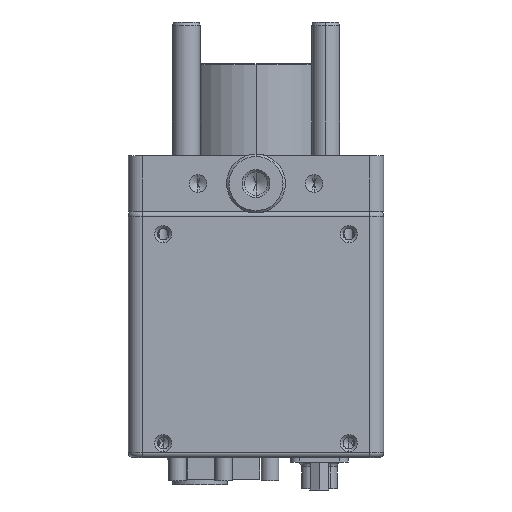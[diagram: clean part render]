
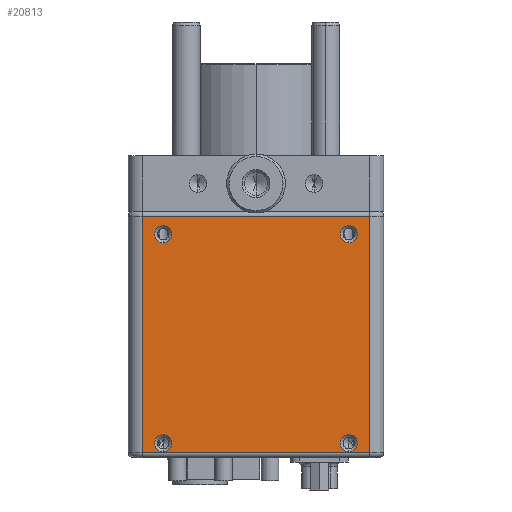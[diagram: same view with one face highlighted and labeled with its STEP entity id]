
A CAD part, left-side view. The second image highlights one B-rep face of the part: STEP entity #20813.
In plain terms, the highlighted face is planar.
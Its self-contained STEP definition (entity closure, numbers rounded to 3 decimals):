
#542 = EDGE_CURVE ( 'NONE', #24141, #22475, #24025, .T. ) ;
#1430 = AXIS2_PLACEMENT_3D ( 'NONE', #30866, #14556, #31415 ) ;
#2101 = EDGE_CURVE ( 'NONE', #4272, #4410, #22736, .T. ) ;
#2434 = ORIENTED_EDGE ( 'NONE', *, *, #32056, .F. ) ;
#2706 = EDGE_LOOP ( 'NONE', ( #23578, #11584 ) ) ;
#3069 = DIRECTION ( 'NONE',  ( 0., 0., 1. ) ) ;
#3672 = DIRECTION ( 'NONE',  ( 0., 1., 0. ) ) ;
#3890 = DIRECTION ( 'NONE',  ( 0., 0., 1. ) ) ;
#4161 = ORIENTED_EDGE ( 'NONE', *, *, #35786, .T. ) ;
#4247 = CARTESIAN_POINT ( 'NONE',  ( -20., 27.5, 3.1 ) ) ;
#4272 = VERTEX_POINT ( 'NONE', #26824 ) ;
#4410 = VERTEX_POINT ( 'NONE', #5092 ) ;
#4469 = CARTESIAN_POINT ( 'NONE',  ( 20., 27.5, 3.1 ) ) ;
#5054 = VECTOR ( 'NONE', #7091, 1000. ) ;
#5092 = CARTESIAN_POINT ( 'NONE',  ( 20., 27.5, 49.95 ) ) ;
#6265 = DIRECTION ( 'NONE',  ( 0., 1., 0. ) ) ;
#7088 = CARTESIAN_POINT ( 'NONE',  ( -20., 27.5, 48.1 ) ) ;
#7091 = DIRECTION ( 'NONE',  ( 1., 0., 0. ) ) ;
#7332 = EDGE_CURVE ( 'NONE', #21560, #15407, #25431, .T. ) ;
#7643 = EDGE_CURVE ( 'NONE', #15407, #21560, #15464, .T. ) ;
#7708 = CARTESIAN_POINT ( 'NONE',  ( -20., 27.5, 1.25 ) ) ;
#7713 = EDGE_LOOP ( 'NONE', ( #4161, #15603, #15098, #31115 ) ) ;
#7750 = EDGE_CURVE ( 'NONE', #21525, #13644, #29688, .T. ) ;
#8068 = DIRECTION ( 'NONE',  ( 0., 0., -1. ) ) ;
#8651 = VERTEX_POINT ( 'NONE', #15295 ) ;
#8822 = CARTESIAN_POINT ( 'NONE',  ( 24.5, 27.5, 52. ) ) ;
#9075 = ORIENTED_EDGE ( 'NONE', *, *, #15739, .F. ) ;
#9449 = AXIS2_PLACEMENT_3D ( 'NONE', #7088, #12111, #15124 ) ;
#9794 = DIRECTION ( 'NONE',  ( 0., 1., 0. ) ) ;
#10688 = FACE_OUTER_BOUND ( 'NONE', #7713, .T. ) ;
#10861 = FACE_BOUND ( 'NONE', #35381, .T. ) ;
#10906 = AXIS2_PLACEMENT_3D ( 'NONE', #14266, #20408, #22977 ) ;
#11584 = ORIENTED_EDGE ( 'NONE', *, *, #2101, .F. ) ;
#11965 = AXIS2_PLACEMENT_3D ( 'NONE', #4469, #13212, #27295 ) ;
#12111 = DIRECTION ( 'NONE',  ( 0., 1., 0. ) ) ;
#12715 = AXIS2_PLACEMENT_3D ( 'NONE', #34316, #6265, #3069 ) ;
#12817 = CARTESIAN_POINT ( 'NONE',  ( -20., 27.5, 48.1 ) ) ;
#13004 = CIRCLE ( 'NONE', #29003, 1.85 ) ;
#13212 = DIRECTION ( 'NONE',  ( 0., 1., 0. ) ) ;
#13644 = VERTEX_POINT ( 'NONE', #26249 ) ;
#13934 = CARTESIAN_POINT ( 'NONE',  ( 20., 27.5, 1.25 ) ) ;
#14248 = AXIS2_PLACEMENT_3D ( 'NONE', #12817, #3672, #35481 ) ;
#14266 = CARTESIAN_POINT ( 'NONE',  ( 20., 27.5, 3.1 ) ) ;
#14556 = DIRECTION ( 'NONE',  ( 0., 1., 0. ) ) ;
#15028 = DIRECTION ( 'NONE',  ( 0., 0., 1. ) ) ;
#15098 = ORIENTED_EDGE ( 'NONE', *, *, #7750, .T. ) ;
#15124 = DIRECTION ( 'NONE',  ( 0., 0., 1. ) ) ;
#15222 = CARTESIAN_POINT ( 'NONE',  ( 20., 27.5, 48.1 ) ) ;
#15295 = CARTESIAN_POINT ( 'NONE',  ( 20., 27.5, 4.95 ) ) ;
#15407 = VERTEX_POINT ( 'NONE', #36253 ) ;
#15441 = DIRECTION ( 'NONE',  ( 0., -1., 0. ) ) ;
#15464 = CIRCLE ( 'NONE', #14248, 1.85 ) ;
#15603 = ORIENTED_EDGE ( 'NONE', *, *, #18956, .T. ) ;
#15739 = EDGE_CURVE ( 'NONE', #22475, #24141, #13004, .T. ) ;
#16306 = DIRECTION ( 'NONE',  ( 0., 0., -1. ) ) ;
#16610 = ORIENTED_EDGE ( 'NONE', *, *, #7643, .F. ) ;
#17376 = LINE ( 'NONE', #8822, #5054 ) ;
#17948 = CIRCLE ( 'NONE', #11965, 1.85 ) ;
#18040 = CARTESIAN_POINT ( 'NONE',  ( -24.5, 27.5, 53. ) ) ;
#18068 = CIRCLE ( 'NONE', #12715, 1.85 ) ;
#18235 = DIRECTION ( 'NONE',  ( 0., 0., 1. ) ) ;
#18956 = EDGE_CURVE ( 'NONE', #29322, #21525, #19426, .T. ) ;
#19215 = ORIENTED_EDGE ( 'NONE', *, *, #542, .F. ) ;
#19426 = LINE ( 'NONE', #22537, #20923 ) ;
#19453 = FACE_BOUND ( 'NONE', #2706, .T. ) ;
#19591 = VECTOR ( 'NONE', #18235, 1000. ) ;
#20386 = AXIS2_PLACEMENT_3D ( 'NONE', #35285, #15441, #16306 ) ;
#20408 = DIRECTION ( 'NONE',  ( 0., 1., 0. ) ) ;
#20813 = ADVANCED_FACE ( 'NONE', ( #27752, #36156, #19453, #10861, #10688 ), #24963, .F. ) ;
#20923 = VECTOR ( 'NONE', #33849, 1000. ) ;
#21525 = VERTEX_POINT ( 'NONE', #25017 ) ;
#21560 = VERTEX_POINT ( 'NONE', #26106 ) ;
#21811 = EDGE_CURVE ( 'NONE', #13644, #26287, #17376, .T. ) ;
#22475 = VERTEX_POINT ( 'NONE', #31337 ) ;
#22537 = CARTESIAN_POINT ( 'NONE',  ( -27.5, 27.5, 1. ) ) ;
#22736 = CIRCLE ( 'NONE', #30449, 1.85 ) ;
#22977 = DIRECTION ( 'NONE',  ( 0., 0., 1. ) ) ;
#23535 = EDGE_CURVE ( 'NONE', #4410, #4272, #18068, .T. ) ;
#23578 = ORIENTED_EDGE ( 'NONE', *, *, #23535, .F. ) ;
#24025 = CIRCLE ( 'NONE', #1430, 1.85 ) ;
#24141 = VERTEX_POINT ( 'NONE', #7708 ) ;
#24766 = ORIENTED_EDGE ( 'NONE', *, *, #7332, .F. ) ;
#24963 = PLANE ( 'NONE',  #20386 ) ;
#25017 = CARTESIAN_POINT ( 'NONE',  ( -24.5, 27.5, 1. ) ) ;
#25431 = CIRCLE ( 'NONE', #9449, 1.85 ) ;
#25819 = CARTESIAN_POINT ( 'NONE',  ( 24.5, 27.5, 1. ) ) ;
#26106 = CARTESIAN_POINT ( 'NONE',  ( -20., 27.5, 49.95 ) ) ;
#26249 = CARTESIAN_POINT ( 'NONE',  ( -24.5, 27.5, 52. ) ) ;
#26287 = VERTEX_POINT ( 'NONE', #32312 ) ;
#26824 = CARTESIAN_POINT ( 'NONE',  ( 20., 27.5, 46.25 ) ) ;
#26928 = EDGE_LOOP ( 'NONE', ( #34637, #2434 ) ) ;
#27295 = DIRECTION ( 'NONE',  ( 0., 0., 1. ) ) ;
#27752 = FACE_BOUND ( 'NONE', #26928, .T. ) ;
#29003 = AXIS2_PLACEMENT_3D ( 'NONE', #4247, #29332, #3890 ) ;
#29322 = VERTEX_POINT ( 'NONE', #25819 ) ;
#29332 = DIRECTION ( 'NONE',  ( 0., 1., 0. ) ) ;
#29688 = LINE ( 'NONE', #18040, #19591 ) ;
#30275 = EDGE_CURVE ( 'NONE', #8651, #36311, #17948, .T. ) ;
#30449 = AXIS2_PLACEMENT_3D ( 'NONE', #15222, #9794, #15028 ) ;
#30866 = CARTESIAN_POINT ( 'NONE',  ( -20., 27.5, 3.1 ) ) ;
#30888 = LINE ( 'NONE', #31439, #31907 ) ;
#31115 = ORIENTED_EDGE ( 'NONE', *, *, #21811, .T. ) ;
#31337 = CARTESIAN_POINT ( 'NONE',  ( -20., 27.5, 4.95 ) ) ;
#31415 = DIRECTION ( 'NONE',  ( 0., 0., 1. ) ) ;
#31439 = CARTESIAN_POINT ( 'NONE',  ( 24.5, 27.5, 53. ) ) ;
#31907 = VECTOR ( 'NONE', #8068, 1000. ) ;
#32056 = EDGE_CURVE ( 'NONE', #36311, #8651, #35245, .T. ) ;
#32312 = CARTESIAN_POINT ( 'NONE',  ( 24.5, 27.5, 52. ) ) ;
#33849 = DIRECTION ( 'NONE',  ( -1., 0., 0. ) ) ;
#34120 = EDGE_LOOP ( 'NONE', ( #9075, #19215 ) ) ;
#34316 = CARTESIAN_POINT ( 'NONE',  ( 20., 27.5, 48.1 ) ) ;
#34637 = ORIENTED_EDGE ( 'NONE', *, *, #30275, .F. ) ;
#35245 = CIRCLE ( 'NONE', #10906, 1.85 ) ;
#35285 = CARTESIAN_POINT ( 'NONE',  ( -27.5, 27.5, 53. ) ) ;
#35381 = EDGE_LOOP ( 'NONE', ( #24766, #16610 ) ) ;
#35481 = DIRECTION ( 'NONE',  ( 0., 0., 1. ) ) ;
#35786 = EDGE_CURVE ( 'NONE', #26287, #29322, #30888, .T. ) ;
#36156 = FACE_BOUND ( 'NONE', #34120, .T. ) ;
#36253 = CARTESIAN_POINT ( 'NONE',  ( -20., 27.5, 46.25 ) ) ;
#36311 = VERTEX_POINT ( 'NONE', #13934 ) ;
